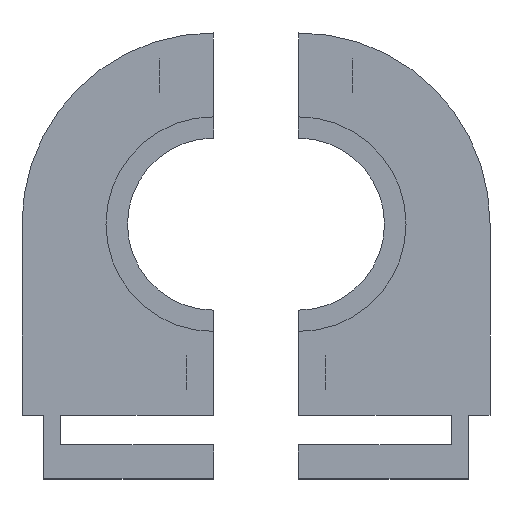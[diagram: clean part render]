
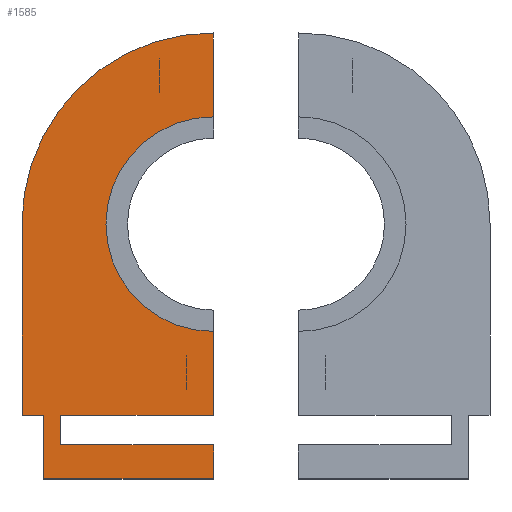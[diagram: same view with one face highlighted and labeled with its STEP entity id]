
A CAD part, front view. The second image highlights one B-rep face of the part: STEP entity #1585.
In plain terms, the highlighted planar face has unit normal (0, -1, 0).
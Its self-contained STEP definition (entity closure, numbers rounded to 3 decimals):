
#67=PLANE('',#1727);
#151=FACE_OUTER_BOUND('',#257,.T.);
#257=EDGE_LOOP('',(#1214,#1215,#1216,#1217,#1218,#1219,#1220,#1221,#1222,
#1223,#1224,#1225));
#381=LINE('',#2460,#541);
#382=LINE('',#2462,#542);
#383=LINE('',#2466,#543);
#384=LINE('',#2470,#544);
#385=LINE('',#2472,#545);
#386=LINE('',#2474,#546);
#387=LINE('',#2476,#547);
#388=LINE('',#2478,#548);
#389=LINE('',#2480,#549);
#390=LINE('',#2481,#550);
#541=VECTOR('',#1990,10.);
#542=VECTOR('',#1991,10.);
#543=VECTOR('',#1994,10.);
#544=VECTOR('',#1997,10.);
#545=VECTOR('',#1998,10.);
#546=VECTOR('',#1999,10.);
#547=VECTOR('',#2000,10.);
#548=VECTOR('',#2001,10.);
#549=VECTOR('',#2002,10.);
#550=VECTOR('',#2003,10.);
#684=CIRCLE('',#1728,12.625);
#685=CIRCLE('',#1729,22.43);
#762=VERTEX_POINT('',#2458);
#763=VERTEX_POINT('',#2459);
#764=VERTEX_POINT('',#2461);
#765=VERTEX_POINT('',#2463);
#766=VERTEX_POINT('',#2465);
#767=VERTEX_POINT('',#2467);
#768=VERTEX_POINT('',#2469);
#769=VERTEX_POINT('',#2471);
#770=VERTEX_POINT('',#2473);
#771=VERTEX_POINT('',#2475);
#772=VERTEX_POINT('',#2477);
#773=VERTEX_POINT('',#2479);
#931=EDGE_CURVE('',#762,#763,#381,.T.);
#932=EDGE_CURVE('',#763,#764,#382,.T.);
#933=EDGE_CURVE('',#764,#765,#684,.T.);
#934=EDGE_CURVE('',#765,#766,#383,.T.);
#935=EDGE_CURVE('',#766,#767,#685,.T.);
#936=EDGE_CURVE('',#767,#768,#384,.T.);
#937=EDGE_CURVE('',#768,#769,#385,.T.);
#938=EDGE_CURVE('',#769,#770,#386,.T.);
#939=EDGE_CURVE('',#770,#771,#387,.T.);
#940=EDGE_CURVE('',#771,#772,#388,.T.);
#941=EDGE_CURVE('',#772,#773,#389,.T.);
#942=EDGE_CURVE('',#773,#762,#390,.T.);
#1214=ORIENTED_EDGE('',*,*,#931,.T.);
#1215=ORIENTED_EDGE('',*,*,#932,.T.);
#1216=ORIENTED_EDGE('',*,*,#933,.T.);
#1217=ORIENTED_EDGE('',*,*,#934,.T.);
#1218=ORIENTED_EDGE('',*,*,#935,.T.);
#1219=ORIENTED_EDGE('',*,*,#936,.T.);
#1220=ORIENTED_EDGE('',*,*,#937,.T.);
#1221=ORIENTED_EDGE('',*,*,#938,.T.);
#1222=ORIENTED_EDGE('',*,*,#939,.T.);
#1223=ORIENTED_EDGE('',*,*,#940,.T.);
#1224=ORIENTED_EDGE('',*,*,#941,.T.);
#1225=ORIENTED_EDGE('',*,*,#942,.T.);
#1585=ADVANCED_FACE('',(#151),#67,.T.);
#1727=AXIS2_PLACEMENT_3D('',#2457,#1988,#1989);
#1728=AXIS2_PLACEMENT_3D('',#2464,#1992,#1993);
#1729=AXIS2_PLACEMENT_3D('',#2468,#1995,#1996);
#1988=DIRECTION('center_axis',(0.,-1.,0.));
#1989=DIRECTION('ref_axis',(1.,0.,0.));
#1990=DIRECTION('',(1.,0.,0.));
#1991=DIRECTION('',(0.,0.,1.));
#1992=DIRECTION('center_axis',(0.,1.,0.));
#1993=DIRECTION('ref_axis',(0.002,0.,1.));
#1994=DIRECTION('',(0.,0.,1.));
#1995=DIRECTION('center_axis',(0.,-1.,0.));
#1996=DIRECTION('ref_axis',(0.004,0.,1.));
#1997=DIRECTION('',(0.,0.,-1.));
#1998=DIRECTION('',(1.,0.,0.));
#1999=DIRECTION('',(0.,0.,-1.));
#2000=DIRECTION('',(1.,0.,0.));
#2001=DIRECTION('',(0.,0.,1.));
#2002=DIRECTION('',(-1.,0.,0.));
#2003=DIRECTION('',(0.,0.,1.));
#2457=CARTESIAN_POINT('Origin',(-151.272,-430.,30.));
#2458=CARTESIAN_POINT('',(-158.,-430.,7.5));
#2459=CARTESIAN_POINT('',(-140.007,-430.,7.5));
#2460=CARTESIAN_POINT('',(-162.537,-430.,7.5));
#2461=CARTESIAN_POINT('',(-140.007,-430.,17.375));
#2462=CARTESIAN_POINT('',(-140.007,-430.,17.375));
#2463=CARTESIAN_POINT('',(-140.007,-430.,42.625));
#2464=CARTESIAN_POINT('Origin',(-140.037,-430.,30.));
#2465=CARTESIAN_POINT('',(-140.007,-430.,52.5));
#2466=CARTESIAN_POINT('',(-140.007,-430.,52.5));
#2467=CARTESIAN_POINT('',(-162.537,-430.,30.07));
#2468=CARTESIAN_POINT('Origin',(-140.107,-430.,30.07));
#2469=CARTESIAN_POINT('',(-162.537,-430.,7.5));
#2470=CARTESIAN_POINT('',(-162.537,-430.,30.07));
#2471=CARTESIAN_POINT('',(-160.,-430.,7.5));
#2472=CARTESIAN_POINT('',(-162.537,-430.,7.5));
#2473=CARTESIAN_POINT('',(-160.,-430.,0.03));
#2474=CARTESIAN_POINT('',(-160.,-430.,7.5));
#2475=CARTESIAN_POINT('',(-140.,-430.,0.03));
#2476=CARTESIAN_POINT('',(-160.,-430.,0.03));
#2477=CARTESIAN_POINT('',(-140.,-430.,4.03));
#2478=CARTESIAN_POINT('',(-140.,-430.,0.03));
#2479=CARTESIAN_POINT('',(-158.,-430.,4.027));
#2480=CARTESIAN_POINT('',(-158.,-430.,4.027));
#2481=CARTESIAN_POINT('',(-158.,-430.,4.027));
